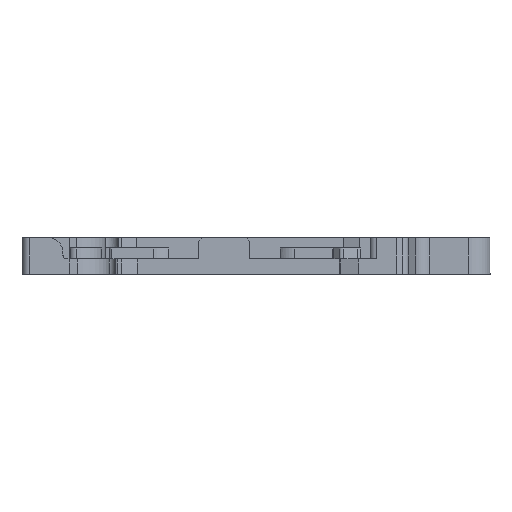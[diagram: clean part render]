
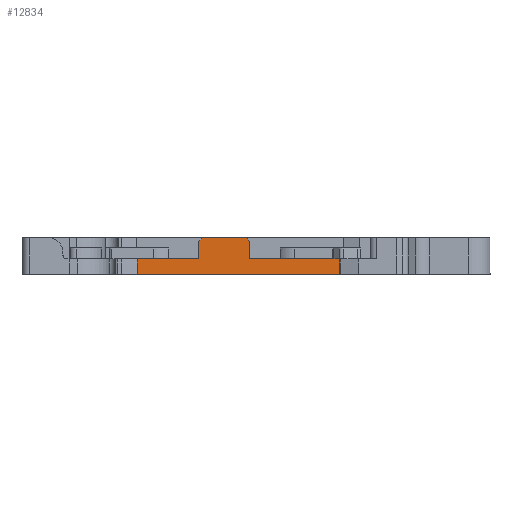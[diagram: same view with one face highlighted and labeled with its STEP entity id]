
A CAD part, front view. The second image highlights one B-rep face of the part: STEP entity #12834.
In plain terms, the highlighted planar face has unit normal (0, -1, 0).
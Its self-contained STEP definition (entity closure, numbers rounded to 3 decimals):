
#13 = VECTOR ( 'NONE', #12269, 1000. ) ;
#17 = DIRECTION ( 'NONE',  ( 0., 0., -1. ) ) ;
#117 = LINE ( 'NONE', #14458, #8074 ) ;
#193 = LINE ( 'NONE', #1822, #13 ) ;
#214 = ORIENTED_EDGE ( 'NONE', *, *, #5797, .T. ) ;
#274 = VERTEX_POINT ( 'NONE', #4577 ) ;
#590 = CARTESIAN_POINT ( 'NONE',  ( 188.829, 131.123, 2.1 ) ) ;
#767 = LINE ( 'NONE', #9055, #8029 ) ;
#991 = LINE ( 'NONE', #11709, #1428 ) ;
#1021 = VECTOR ( 'NONE', #7246, 1000. ) ;
#1241 = EDGE_CURVE ( 'NONE', #15477, #15768, #767, .T. ) ;
#1267 = LINE ( 'NONE', #4614, #1302 ) ;
#1302 = VECTOR ( 'NONE', #7526, 1000. ) ;
#1428 = VECTOR ( 'NONE', #18894, 1000. ) ;
#1822 = CARTESIAN_POINT ( 'NONE',  ( 211.865, 131.123, 2.1 ) ) ;
#1912 = EDGE_CURVE ( 'NONE', #6421, #15477, #5338, .T. ) ;
#2300 = VECTOR ( 'NONE', #4551, 1000. ) ;
#3027 = ORIENTED_EDGE ( 'NONE', *, *, #6971, .F. ) ;
#3045 = CARTESIAN_POINT ( 'NONE',  ( 211.865, 131.123, 2.1 ) ) ;
#3432 = LINE ( 'NONE', #17299, #4717 ) ;
#3949 = CARTESIAN_POINT ( 'NONE',  ( 204.246, 131.123, 4.5 ) ) ;
#4225 = VERTEX_POINT ( 'NONE', #590 ) ;
#4551 = DIRECTION ( 'NONE',  ( 1., 0., 0. ) ) ;
#4577 = CARTESIAN_POINT ( 'NONE',  ( 197.255, 131.123, 4.5 ) ) ;
#4614 = CARTESIAN_POINT ( 'NONE',  ( 217.195, 131.123, 2.1 ) ) ;
#4717 = VECTOR ( 'NONE', #5980, 1000. ) ;
#5184 = AXIS2_PLACEMENT_3D ( 'NONE', #8715, #8651, #8585 ) ;
#5338 = LINE ( 'NONE', #14636, #14436 ) ;
#5547 = DIRECTION ( 'NONE',  ( 0.707, 0., 0.707 ) ) ;
#5797 = EDGE_CURVE ( 'NONE', #18157, #18525, #18985, .T. ) ;
#5980 = DIRECTION ( 'NONE',  ( 1., 0., 0. ) ) ;
#6052 = ORIENTED_EDGE ( 'NONE', *, *, #1241, .F. ) ;
#6168 = ORIENTED_EDGE ( 'NONE', *, *, #1912, .F. ) ;
#6263 = FACE_OUTER_BOUND ( 'NONE', #11051, .T. ) ;
#6421 = VERTEX_POINT ( 'NONE', #16350 ) ;
#6799 = EDGE_CURVE ( 'NONE', #18157, #4225, #9008, .T. ) ;
#6959 = CARTESIAN_POINT ( 'NONE',  ( 197.255, 131.123, 2.1 ) ) ;
#6971 = EDGE_CURVE ( 'NONE', #15768, #14220, #991, .T. ) ;
#7049 = CARTESIAN_POINT ( 'NONE',  ( 192.31, 131.123, 2.1 ) ) ;
#7071 = ORIENTED_EDGE ( 'NONE', *, *, #13768, .F. ) ;
#7139 = CARTESIAN_POINT ( 'NONE',  ( 217.155, 131.123, 0. ) ) ;
#7246 = DIRECTION ( 'NONE',  ( 1., 0., 0. ) ) ;
#7344 = DIRECTION ( 'NONE',  ( 0., 0., 1. ) ) ;
#7400 = VECTOR ( 'NONE', #17, 1000. ) ;
#7524 = ORIENTED_EDGE ( 'NONE', *, *, #16789, .F. ) ;
#7526 = DIRECTION ( 'NONE',  ( 1., 0., 0. ) ) ;
#8029 = VECTOR ( 'NONE', #11292, 1000. ) ;
#8074 = VECTOR ( 'NONE', #5547, 1000. ) ;
#8550 = CARTESIAN_POINT ( 'NONE',  ( 209.19, 131.123, 2.1 ) ) ;
#8585 = DIRECTION ( 'NONE',  ( -1., 0., 0. ) ) ;
#8651 = DIRECTION ( 'NONE',  ( 0., 1., 0. ) ) ;
#8696 = VECTOR ( 'NONE', #9236, 1000. ) ;
#8715 = CARTESIAN_POINT ( 'NONE',  ( 211.865, 131.123, 5. ) ) ;
#8779 = CARTESIAN_POINT ( 'NONE',  ( 197.255, 131.123, 5. ) ) ;
#8995 = CARTESIAN_POINT ( 'NONE',  ( 217.155, 131.123, 5. ) ) ;
#9008 = LINE ( 'NONE', #13363, #8696 ) ;
#9055 = CARTESIAN_POINT ( 'NONE',  ( 203.746, 131.123, 5. ) ) ;
#9236 = DIRECTION ( 'NONE',  ( 0., 0., 1. ) ) ;
#9515 = EDGE_CURVE ( 'NONE', #4225, #12853, #1267, .T. ) ;
#9727 = ORIENTED_EDGE ( 'NONE', *, *, #9515, .F. ) ;
#9882 = ORIENTED_EDGE ( 'NONE', *, *, #15385, .F. ) ;
#9952 = LINE ( 'NONE', #3045, #2300 ) ;
#10286 = ORIENTED_EDGE ( 'NONE', *, *, #12390, .F. ) ;
#10301 = VECTOR ( 'NONE', #7344, 1000. ) ;
#10514 = CARTESIAN_POINT ( 'NONE',  ( 216.463, 131.123, 2.1 ) ) ;
#10572 = VERTEX_POINT ( 'NONE', #8550 ) ;
#10708 = PLANE ( 'NONE',  #5184 ) ;
#11051 = EDGE_LOOP ( 'NONE', ( #6052, #6168, #7524, #9882, #16932, #9727, #17126, #214, #14116, #7071, #10286, #15619, #3027 ) ) ;
#11292 = DIRECTION ( 'NONE',  ( 0.707, 0., -0.707 ) ) ;
#11620 = EDGE_CURVE ( 'NONE', #12853, #12862, #3432, .T. ) ;
#11691 = CARTESIAN_POINT ( 'NONE',  ( 204.246, 131.123, 2.1 ) ) ;
#11709 = CARTESIAN_POINT ( 'NONE',  ( 204.246, 131.123, 5. ) ) ;
#11739 = VECTOR ( 'NONE', #14206, 1000. ) ;
#12040 = CARTESIAN_POINT ( 'NONE',  ( 203.746, 131.123, 5. ) ) ;
#12269 = DIRECTION ( 'NONE',  ( 1., 0., 0. ) ) ;
#12390 = EDGE_CURVE ( 'NONE', #10572, #13804, #16128, .T. ) ;
#12834 = ADVANCED_FACE ( 'NONE', ( #6263 ), #10708, .F. ) ;
#12853 = VERTEX_POINT ( 'NONE', #7049 ) ;
#12862 = VERTEX_POINT ( 'NONE', #6959 ) ;
#13363 = CARTESIAN_POINT ( 'NONE',  ( 188.829, 131.123, 5. ) ) ;
#13673 = CARTESIAN_POINT ( 'NONE',  ( 217.155, 131.123, 2.1 ) ) ;
#13768 = EDGE_CURVE ( 'NONE', #13804, #16588, #9952, .T. ) ;
#13804 = VERTEX_POINT ( 'NONE', #10514 ) ;
#14047 = DIRECTION ( 'NONE',  ( 1., 0., 0. ) ) ;
#14116 = ORIENTED_EDGE ( 'NONE', *, *, #16466, .F. ) ;
#14206 = DIRECTION ( 'NONE',  ( 1., 0., 0. ) ) ;
#14220 = VERTEX_POINT ( 'NONE', #11691 ) ;
#14279 = LINE ( 'NONE', #8779, #10301 ) ;
#14340 = CARTESIAN_POINT ( 'NONE',  ( 211.865, 131.123, 0. ) ) ;
#14402 = EDGE_CURVE ( 'NONE', #14220, #10572, #193, .T. ) ;
#14436 = VECTOR ( 'NONE', #14047, 1000. ) ;
#14458 = CARTESIAN_POINT ( 'NONE',  ( 197.255, 131.123, 4.5 ) ) ;
#14636 = CARTESIAN_POINT ( 'NONE',  ( 211.865, 131.123, 5. ) ) ;
#15349 = LINE ( 'NONE', #8995, #7400 ) ;
#15385 = EDGE_CURVE ( 'NONE', #12862, #274, #14279, .T. ) ;
#15477 = VERTEX_POINT ( 'NONE', #12040 ) ;
#15619 = ORIENTED_EDGE ( 'NONE', *, *, #14402, .F. ) ;
#15768 = VERTEX_POINT ( 'NONE', #3949 ) ;
#15878 = CARTESIAN_POINT ( 'NONE',  ( 211.865, 131.123, 2.1 ) ) ;
#16128 = LINE ( 'NONE', #15878, #1021 ) ;
#16350 = CARTESIAN_POINT ( 'NONE',  ( 197.755, 131.123, 5. ) ) ;
#16466 = EDGE_CURVE ( 'NONE', #16588, #18525, #15349, .T. ) ;
#16566 = CARTESIAN_POINT ( 'NONE',  ( 188.829, 131.123, 0. ) ) ;
#16588 = VERTEX_POINT ( 'NONE', #13673 ) ;
#16789 = EDGE_CURVE ( 'NONE', #274, #6421, #117, .T. ) ;
#16932 = ORIENTED_EDGE ( 'NONE', *, *, #11620, .F. ) ;
#17126 = ORIENTED_EDGE ( 'NONE', *, *, #6799, .F. ) ;
#17299 = CARTESIAN_POINT ( 'NONE',  ( 211.865, 131.123, 2.1 ) ) ;
#18157 = VERTEX_POINT ( 'NONE', #16566 ) ;
#18525 = VERTEX_POINT ( 'NONE', #7139 ) ;
#18894 = DIRECTION ( 'NONE',  ( 0., 0., -1. ) ) ;
#18985 = LINE ( 'NONE', #14340, #11739 ) ;
